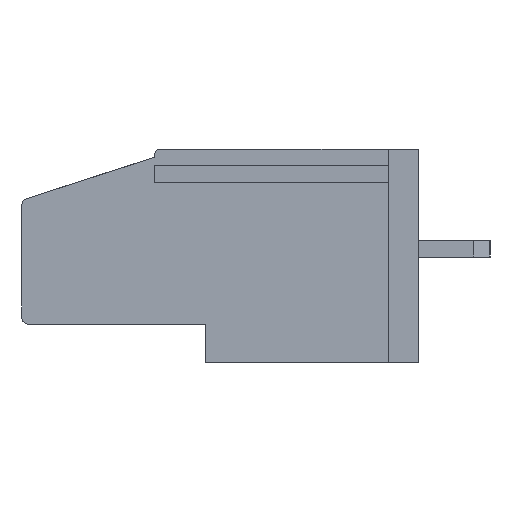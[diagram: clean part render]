
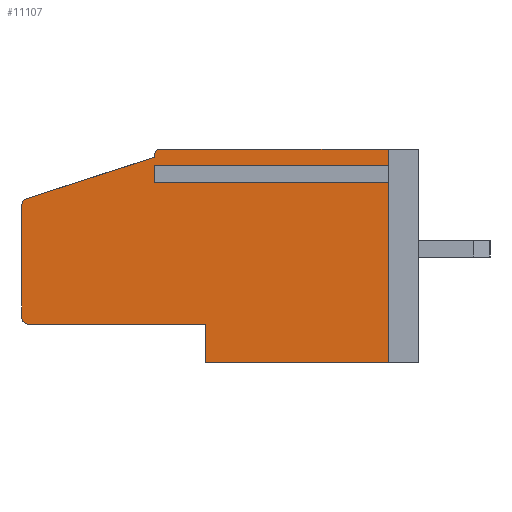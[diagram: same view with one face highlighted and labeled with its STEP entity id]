
A CAD part, left-side view. The second image highlights one B-rep face of the part: STEP entity #11107.
In plain terms, the highlighted planar face has unit normal (-1, 0, 0).
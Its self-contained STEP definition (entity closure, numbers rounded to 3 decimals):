
#101 = VECTOR ( 'NONE', #15929, 1000. ) ;
#589 = EDGE_CURVE ( 'NONE', #30406, #9569, #17083, .T. ) ;
#1000 = LINE ( 'NONE', #7251, #1886 ) ;
#1452 = AXIS2_PLACEMENT_3D ( 'NONE', #1695, #9219, #9009 ) ;
#1695 = CARTESIAN_POINT ( 'NONE',  ( 0., 19.5, 10.5 ) ) ;
#1886 = VECTOR ( 'NONE', #4855, 1000. ) ;
#2583 = EDGE_CURVE ( 'NONE', #25357, #7275, #10556, .T. ) ;
#2598 = DIRECTION ( 'NONE',  ( -1., 0., 0. ) ) ;
#2727 = CARTESIAN_POINT ( 'NONE',  ( 0., 19.5, 1.9 ) ) ;
#3005 = CARTESIAN_POINT ( 'NONE',  ( 0., 13., 9.502 ) ) ;
#3409 = CARTESIAN_POINT ( 'NONE',  ( 0., 1.5, 9.502 ) ) ;
#4118 = ORIENTED_EDGE ( 'NONE', *, *, #36319, .F. ) ;
#4301 = VERTEX_POINT ( 'NONE', #13511 ) ;
#4464 = AXIS2_PLACEMENT_3D ( 'NONE', #16504, #12849, #9143 ) ;
#4490 = DIRECTION ( 'NONE',  ( 0., -1., 0. ) ) ;
#4627 = VERTEX_POINT ( 'NONE', #29372 ) ;
#4814 = CARTESIAN_POINT ( 'NONE',  ( 0., 13., 9.502 ) ) ;
#4855 = DIRECTION ( 'NONE',  ( 0., 0., 1. ) ) ;
#5131 = CARTESIAN_POINT ( 'NONE',  ( 0., 13., 9.098 ) ) ;
#6534 = VERTEX_POINT ( 'NONE', #30367 ) ;
#7251 = CARTESIAN_POINT ( 'NONE',  ( 0., 19.5, 10.5 ) ) ;
#7275 = VERTEX_POINT ( 'NONE', #5131 ) ;
#7344 = CARTESIAN_POINT ( 'NONE',  ( 0., 1.5, 10.5 ) ) ;
#7504 = ORIENTED_EDGE ( 'NONE', *, *, #13407, .F. ) ;
#7564 = LINE ( 'NONE', #7344, #41082 ) ;
#7775 = VERTEX_POINT ( 'NONE', #32821 ) ;
#8731 = CARTESIAN_POINT ( 'NONE',  ( 0., 19.2, 2.2 ) ) ;
#8882 = VERTEX_POINT ( 'NONE', #3409 ) ;
#9009 = DIRECTION ( 'NONE',  ( 0., 0., -1. ) ) ;
#9143 = DIRECTION ( 'NONE',  ( 0., 0., -1. ) ) ;
#9200 = ORIENTED_EDGE ( 'NONE', *, *, #32462, .F. ) ;
#9219 = DIRECTION ( 'NONE',  ( 1., 0., 0. ) ) ;
#9569 = VERTEX_POINT ( 'NONE', #31018 ) ;
#9753 = VERTEX_POINT ( 'NONE', #28215 ) ;
#9907 = DIRECTION ( 'NONE',  ( 0., 0., -1. ) ) ;
#10556 = LINE ( 'NONE', #3005, #29608 ) ;
#10951 = VECTOR ( 'NONE', #13907, 1000. ) ;
#11016 = DIRECTION ( 'NONE',  ( 0., 0., -1. ) ) ;
#11107 = ADVANCED_FACE ( 'NONE', ( #21383 ), #31250, .F. ) ;
#12108 = VECTOR ( 'NONE', #35436, 1000. ) ;
#12849 = DIRECTION ( 'NONE',  ( -1., 0., 0. ) ) ;
#13407 = EDGE_CURVE ( 'NONE', #7275, #7775, #34037, .T. ) ;
#13511 = CARTESIAN_POINT ( 'NONE',  ( 0., 10.5, 1.9 ) ) ;
#13804 = EDGE_CURVE ( 'NONE', #30406, #9753, #1000, .T. ) ;
#13907 = DIRECTION ( 'NONE',  ( 0., -1., 0. ) ) ;
#14064 = CARTESIAN_POINT ( 'NONE',  ( 0., 10.5, 1.9 ) ) ;
#14247 = VECTOR ( 'NONE', #4490, 1000. ) ;
#14323 = EDGE_CURVE ( 'NONE', #17140, #4301, #36686, .T. ) ;
#15112 = CARTESIAN_POINT ( 'NONE',  ( 0., 13., 9.098 ) ) ;
#15262 = CARTESIAN_POINT ( 'NONE',  ( 0., 19.5, 10.5 ) ) ;
#15554 = CARTESIAN_POINT ( 'NONE',  ( 0., 10.5, 0. ) ) ;
#15899 = ORIENTED_EDGE ( 'NONE', *, *, #589, .T. ) ;
#15929 = DIRECTION ( 'NONE',  ( 0., 1., 0. ) ) ;
#16282 = ORIENTED_EDGE ( 'NONE', *, *, #2583, .F. ) ;
#16504 = CARTESIAN_POINT ( 'NONE',  ( 0., 12.7, 10.2 ) ) ;
#16998 = EDGE_CURVE ( 'NONE', #4627, #22449, #38277, .T. ) ;
#17083 = CIRCLE ( 'NONE', #23977, 0.3 ) ;
#17140 = VERTEX_POINT ( 'NONE', #15554 ) ;
#17454 = DIRECTION ( 'NONE',  ( 0., 0., -1. ) ) ;
#18033 = VECTOR ( 'NONE', #17454, 1000. ) ;
#18257 = DIRECTION ( 'NONE',  ( 0., 0., -1. ) ) ;
#19130 = DIRECTION ( 'NONE',  ( 0., 0., -1. ) ) ;
#19175 = LINE ( 'NONE', #2727, #101 ) ;
#19178 = ORIENTED_EDGE ( 'NONE', *, *, #16998, .F. ) ;
#20062 = DIRECTION ( 'NONE',  ( 0., -1., 0. ) ) ;
#20203 = CARTESIAN_POINT ( 'NONE',  ( 0., 19.5, 8. ) ) ;
#20264 = LINE ( 'NONE', #36600, #27817 ) ;
#21026 = ORIENTED_EDGE ( 'NONE', *, *, #41695, .F. ) ;
#21383 = FACE_OUTER_BOUND ( 'NONE', #35439, .T. ) ;
#22449 = VERTEX_POINT ( 'NONE', #24991 ) ;
#22620 = ORIENTED_EDGE ( 'NONE', *, *, #33511, .T. ) ;
#23977 = AXIS2_PLACEMENT_3D ( 'NONE', #8731, #34826, #19130 ) ;
#24009 = ORIENTED_EDGE ( 'NONE', *, *, #36559, .T. ) ;
#24421 = ORIENTED_EDGE ( 'NONE', *, *, #14323, .F. ) ;
#24991 = CARTESIAN_POINT ( 'NONE',  ( 0., 13., 10.2 ) ) ;
#25357 = VERTEX_POINT ( 'NONE', #4814 ) ;
#26640 = VERTEX_POINT ( 'NONE', #34249 ) ;
#27101 = LINE ( 'NONE', #30359, #18033 ) ;
#27451 = VECTOR ( 'NONE', #28606, 1000. ) ;
#27804 = EDGE_CURVE ( 'NONE', #6534, #4627, #36536, .T. ) ;
#27817 = VECTOR ( 'NONE', #20062, 1000. ) ;
#28215 = CARTESIAN_POINT ( 'NONE',  ( 0., 19.5, 7.782 ) ) ;
#28606 = DIRECTION ( 'NONE',  ( 0., -1., 0. ) ) ;
#28735 = CARTESIAN_POINT ( 'NONE',  ( 0., 19.2, 7.782 ) ) ;
#29067 = EDGE_CURVE ( 'NONE', #6534, #9753, #42381, .T. ) ;
#29372 = CARTESIAN_POINT ( 'NONE',  ( 0., 13., 10.1 ) ) ;
#29608 = VECTOR ( 'NONE', #9907, 1000. ) ;
#29918 = CIRCLE ( 'NONE', #4464, 0.3 ) ;
#30076 = LINE ( 'NONE', #36964, #10951 ) ;
#30208 = VECTOR ( 'NONE', #36900, 1000. ) ;
#30359 = CARTESIAN_POINT ( 'NONE',  ( 0., 1.5, 10.5 ) ) ;
#30367 = CARTESIAN_POINT ( 'NONE',  ( 0., 19.292, 8.067 ) ) ;
#30406 = VERTEX_POINT ( 'NONE', #31159 ) ;
#30679 = ORIENTED_EDGE ( 'NONE', *, *, #39884, .T. ) ;
#31018 = CARTESIAN_POINT ( 'NONE',  ( 0., 19.2, 1.9 ) ) ;
#31159 = CARTESIAN_POINT ( 'NONE',  ( 0., 19.5, 2.2 ) ) ;
#31250 = PLANE ( 'NONE',  #1452 ) ;
#32029 = LINE ( 'NONE', #15262, #27451 ) ;
#32101 = AXIS2_PLACEMENT_3D ( 'NONE', #28735, #2598, #18257 ) ;
#32462 = EDGE_CURVE ( 'NONE', #40991, #8882, #27101, .T. ) ;
#32686 = EDGE_CURVE ( 'NONE', #4301, #9569, #19175, .T. ) ;
#32821 = CARTESIAN_POINT ( 'NONE',  ( 0., 1.5, 9.098 ) ) ;
#33297 = DIRECTION ( 'NONE',  ( 0., -0.952, 0.307 ) ) ;
#33511 = EDGE_CURVE ( 'NONE', #17140, #26640, #20264, .T. ) ;
#34037 = LINE ( 'NONE', #15112, #14247 ) ;
#34248 = CARTESIAN_POINT ( 'NONE',  ( 0., 1.5, 10.5 ) ) ;
#34249 = CARTESIAN_POINT ( 'NONE',  ( 0., 1.5, 0. ) ) ;
#34373 = ORIENTED_EDGE ( 'NONE', *, *, #32686, .F. ) ;
#34826 = DIRECTION ( 'NONE',  ( -1., 0., 0. ) ) ;
#35144 = CARTESIAN_POINT ( 'NONE',  ( 0., 12.7, 10.5 ) ) ;
#35152 = ORIENTED_EDGE ( 'NONE', *, *, #27804, .F. ) ;
#35436 = DIRECTION ( 'NONE',  ( 0., 0., 1. ) ) ;
#35439 = EDGE_LOOP ( 'NONE', ( #42147, #15899, #34373, #24421, #22620, #21026, #7504, #16282, #24009, #9200, #4118, #30679, #19178, #35152, #38851 ) ) ;
#36319 = EDGE_CURVE ( 'NONE', #38036, #40991, #32029, .T. ) ;
#36536 = LINE ( 'NONE', #20203, #37082 ) ;
#36559 = EDGE_CURVE ( 'NONE', #25357, #8882, #30076, .T. ) ;
#36600 = CARTESIAN_POINT ( 'NONE',  ( 0., 19.5, 0. ) ) ;
#36686 = LINE ( 'NONE', #14064, #30208 ) ;
#36900 = DIRECTION ( 'NONE',  ( 0., 0., 1. ) ) ;
#36964 = CARTESIAN_POINT ( 'NONE',  ( 0., 13., 9.502 ) ) ;
#37082 = VECTOR ( 'NONE', #33297, 1000. ) ;
#38036 = VERTEX_POINT ( 'NONE', #35144 ) ;
#38277 = LINE ( 'NONE', #41967, #12108 ) ;
#38851 = ORIENTED_EDGE ( 'NONE', *, *, #29067, .T. ) ;
#39884 = EDGE_CURVE ( 'NONE', #38036, #22449, #29918, .T. ) ;
#40991 = VERTEX_POINT ( 'NONE', #34248 ) ;
#41082 = VECTOR ( 'NONE', #11016, 1000. ) ;
#41695 = EDGE_CURVE ( 'NONE', #7775, #26640, #7564, .T. ) ;
#41967 = CARTESIAN_POINT ( 'NONE',  ( 0., 13., 10.1 ) ) ;
#42147 = ORIENTED_EDGE ( 'NONE', *, *, #13804, .F. ) ;
#42381 = CIRCLE ( 'NONE', #32101, 0.3 ) ;
